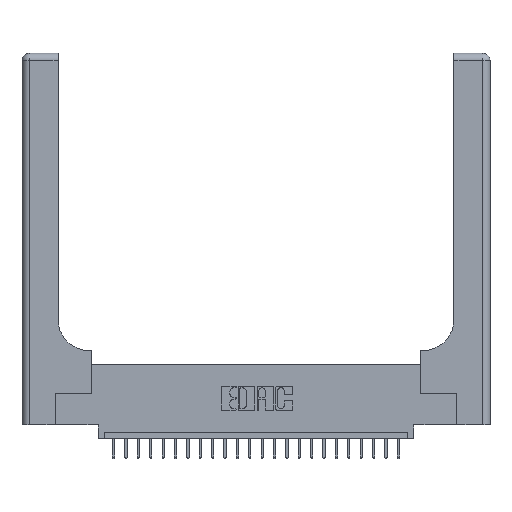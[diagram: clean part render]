
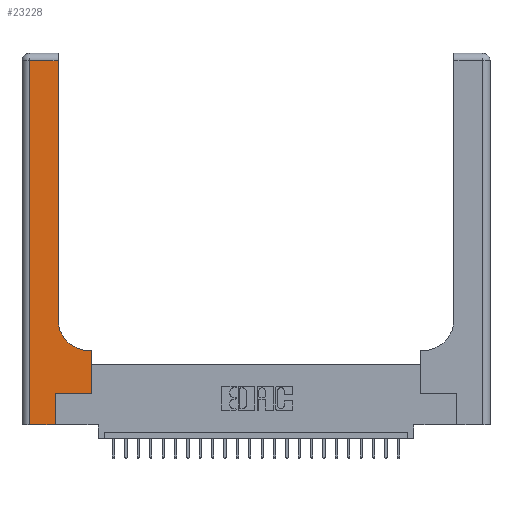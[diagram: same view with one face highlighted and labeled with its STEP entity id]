
A CAD part, top view. The second image highlights one B-rep face of the part: STEP entity #23228.
In plain terms, the highlighted planar face has unit normal (0, 0, 1).
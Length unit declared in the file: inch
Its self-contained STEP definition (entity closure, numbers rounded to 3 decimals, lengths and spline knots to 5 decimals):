
#26 = ORIENTED_EDGE ( 'NONE', *, *, #20400, .T. ) ;
#215 = VECTOR ( 'NONE', #16741, 39.37008 ) ;
#319 = CARTESIAN_POINT ( 'NONE',  ( 0.06, 0., 0.37 ) ) ;
#1276 = CARTESIAN_POINT ( 'NONE',  ( 0.2915, 2.94, 0.37 ) ) ;
#1574 = DIRECTION ( 'NONE',  ( 0., 1., 0. ) ) ;
#2562 = DIRECTION ( 'NONE',  ( 0., -1., 0. ) ) ;
#3819 = CARTESIAN_POINT ( 'NONE',  ( 0.269, 0., 0.37 ) ) ;
#4128 = EDGE_CURVE ( 'NONE', #14362, #5602, #18689, .T. ) ;
#4205 = VERTEX_POINT ( 'NONE', #7612 ) ;
#4447 = CARTESIAN_POINT ( 'NONE',  ( 0.5585, 0.25, 0.37 ) ) ;
#4990 = CARTESIAN_POINT ( 'NONE',  ( 0.269, 0., 0.37 ) ) ;
#5602 = VERTEX_POINT ( 'NONE', #319 ) ;
#5829 = AXIS2_PLACEMENT_3D ( 'NONE', #25114, #7481, #15299 ) ;
#7280 = EDGE_LOOP ( 'NONE', ( #25204, #17879, #18932, #13620, #14565, #14716, #14363, #24048, #26 ) ) ;
#7347 = DIRECTION ( 'NONE',  ( 1., 0., 0. ) ) ;
#7481 = DIRECTION ( 'NONE',  ( 0., 0., -1. ) ) ;
#7612 = CARTESIAN_POINT ( 'NONE',  ( 0.269, 0.25, 0.37 ) ) ;
#7645 = EDGE_CURVE ( 'NONE', #13316, #9632, #21133, .T. ) ;
#8390 = VECTOR ( 'NONE', #24752, 39.37008 ) ;
#8844 = CARTESIAN_POINT ( 'NONE',  ( 0., 0., 0.37 ) ) ;
#8905 = FACE_OUTER_BOUND ( 'NONE', #7280, .T. ) ;
#9632 = VERTEX_POINT ( 'NONE', #24753 ) ;
#9893 = VECTOR ( 'NONE', #19395, 39.37008 ) ;
#10138 = EDGE_CURVE ( 'NONE', #15430, #4205, #24132, .T. ) ;
#10555 = LINE ( 'NONE', #10593, #16188 ) ;
#10593 = CARTESIAN_POINT ( 'NONE',  ( 0., 2.94, 0.37 ) ) ;
#11618 = CIRCLE ( 'NONE', #5829, 0.25 ) ;
#12135 = CARTESIAN_POINT ( 'NONE',  ( 0.2915, 3., 0.37 ) ) ;
#12442 = LINE ( 'NONE', #21006, #21180 ) ;
#12561 = CARTESIAN_POINT ( 'NONE',  ( 0.06, 3., 0.37 ) ) ;
#12712 = CARTESIAN_POINT ( 'NONE',  ( 0.2915, 0.85, 0.37 ) ) ;
#12776 = LINE ( 'NONE', #8844, #8390 ) ;
#13041 = VERTEX_POINT ( 'NONE', #16452 ) ;
#13316 = VERTEX_POINT ( 'NONE', #13696 ) ;
#13395 = VECTOR ( 'NONE', #2562, 39.37008 ) ;
#13620 = ORIENTED_EDGE ( 'NONE', *, *, #21449, .T. ) ;
#13696 = CARTESIAN_POINT ( 'NONE',  ( 0.5585, 0.6, 0.37 ) ) ;
#13841 = VECTOR ( 'NONE', #1574, 39.37008 ) ;
#13962 = DIRECTION ( 'NONE',  ( 0., 1., 0. ) ) ;
#14362 = VERTEX_POINT ( 'NONE', #18461 ) ;
#14363 = ORIENTED_EDGE ( 'NONE', *, *, #25156, .T. ) ;
#14565 = ORIENTED_EDGE ( 'NONE', *, *, #10138, .T. ) ;
#14716 = ORIENTED_EDGE ( 'NONE', *, *, #15367, .T. ) ;
#15105 = PLANE ( 'NONE',  #21109 ) ;
#15192 = CARTESIAN_POINT ( 'NONE',  ( 0., 3., 0.37 ) ) ;
#15299 = DIRECTION ( 'NONE',  ( 1., 0., 0. ) ) ;
#15367 = EDGE_CURVE ( 'NONE', #4205, #13041, #12442, .T. ) ;
#15393 = CARTESIAN_POINT ( 'NONE',  ( 0.2915, 0.6, 0.37 ) ) ;
#15430 = VERTEX_POINT ( 'NONE', #4990 ) ;
#15695 = EDGE_CURVE ( 'NONE', #23252, #14362, #10555, .T. ) ;
#16188 = VECTOR ( 'NONE', #18608, 39.37008 ) ;
#16452 = CARTESIAN_POINT ( 'NONE',  ( 0.5585, 0.25, 0.37 ) ) ;
#16741 = DIRECTION ( 'NONE',  ( 0., 1., 0. ) ) ;
#16802 = LINE ( 'NONE', #4447, #215 ) ;
#17187 = DIRECTION ( 'NONE',  ( -1., 0., 0. ) ) ;
#17833 = EDGE_CURVE ( 'NONE', #25102, #23252, #18903, .T. ) ;
#17879 = ORIENTED_EDGE ( 'NONE', *, *, #15695, .T. ) ;
#18291 = VECTOR ( 'NONE', #13962, 39.37008 ) ;
#18461 = CARTESIAN_POINT ( 'NONE',  ( 0.06, 2.94, 0.37 ) ) ;
#18608 = DIRECTION ( 'NONE',  ( -1., 0., 0. ) ) ;
#18689 = LINE ( 'NONE', #12561, #13395 ) ;
#18903 = LINE ( 'NONE', #12135, #18291 ) ;
#18932 = ORIENTED_EDGE ( 'NONE', *, *, #4128, .T. ) ;
#19186 = DIRECTION ( 'NONE',  ( 0., 0., -1. ) ) ;
#19395 = DIRECTION ( 'NONE',  ( -1., 0., 0. ) ) ;
#20400 = EDGE_CURVE ( 'NONE', #9632, #25102, #11618, .T. ) ;
#21006 = CARTESIAN_POINT ( 'NONE',  ( 0.269, 0.25, 0.37 ) ) ;
#21109 = AXIS2_PLACEMENT_3D ( 'NONE', #15192, #19186, #17187 ) ;
#21133 = LINE ( 'NONE', #15393, #9893 ) ;
#21180 = VECTOR ( 'NONE', #7347, 39.37008 ) ;
#21449 = EDGE_CURVE ( 'NONE', #5602, #15430, #12776, .T. ) ;
#23228 = ADVANCED_FACE ( 'NONE', ( #8905 ), #15105, .F. ) ;
#23252 = VERTEX_POINT ( 'NONE', #1276 ) ;
#24048 = ORIENTED_EDGE ( 'NONE', *, *, #7645, .T. ) ;
#24132 = LINE ( 'NONE', #3819, #13841 ) ;
#24752 = DIRECTION ( 'NONE',  ( 1., 0., 0. ) ) ;
#24753 = CARTESIAN_POINT ( 'NONE',  ( 0.5415, 0.6, 0.37 ) ) ;
#25102 = VERTEX_POINT ( 'NONE', #12712 ) ;
#25114 = CARTESIAN_POINT ( 'NONE',  ( 0.5415, 0.85, 0.37 ) ) ;
#25156 = EDGE_CURVE ( 'NONE', #13041, #13316, #16802, .T. ) ;
#25204 = ORIENTED_EDGE ( 'NONE', *, *, #17833, .T. ) ;
